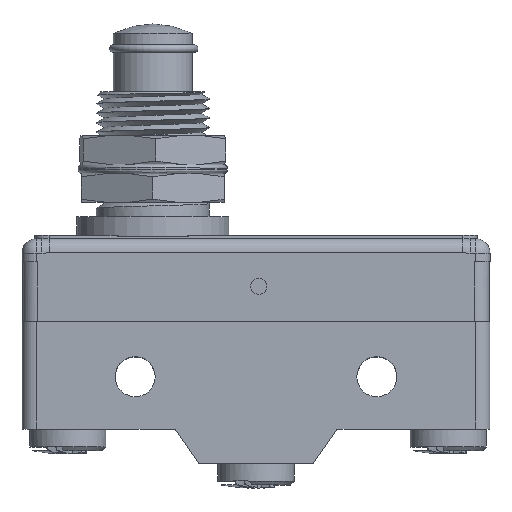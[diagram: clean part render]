
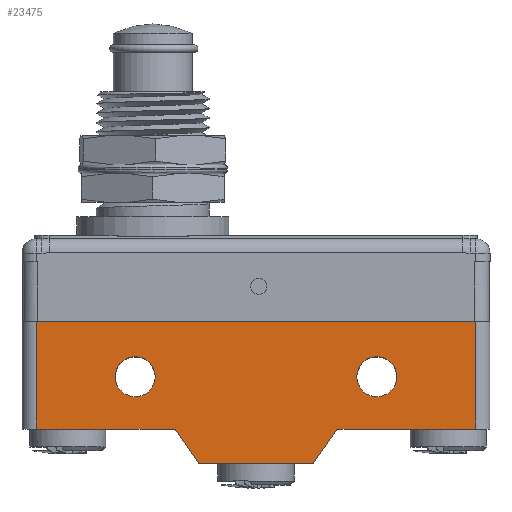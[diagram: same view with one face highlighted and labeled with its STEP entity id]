
A CAD part, top view. The second image highlights one B-rep face of the part: STEP entity #23475.
In plain terms, the highlighted planar face has unit normal (0, 0, 1).
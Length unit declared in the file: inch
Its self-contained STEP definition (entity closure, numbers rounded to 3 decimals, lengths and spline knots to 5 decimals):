
#254 = CARTESIAN_POINT ( 'NONE',  ( 0.90945, 0.58661, 0.3435 ) ) ;
#314 = CARTESIAN_POINT ( 'NONE',  ( -0.90945, 0.14173, 0.3435 ) ) ;
#336 = VERTEX_POINT ( 'NONE', #18426 ) ;
#1468 = LINE ( 'NONE', #3485, #22596 ) ;
#1696 = DIRECTION ( 'NONE',  ( -1., 0., 0. ) ) ;
#1952 = VERTEX_POINT ( 'NONE', #3499 ) ;
#2403 = DIRECTION ( 'NONE',  ( 0., 1., 0. ) ) ;
#2605 = PLANE ( 'NONE',  #24237 ) ;
#2773 = LINE ( 'NONE', #22983, #19445 ) ;
#3485 = CARTESIAN_POINT ( 'NONE',  ( -0.23622, 0., 0.3435 ) ) ;
#3499 = CARTESIAN_POINT ( 'NONE',  ( 0.58268, 0.35827, 0.3435 ) ) ;
#3841 = VERTEX_POINT ( 'NONE', #314 ) ;
#4352 = ORIENTED_EDGE ( 'NONE', *, *, #14122, .F. ) ;
#4505 = EDGE_LOOP ( 'NONE', ( #23035, #24207, #25824, #8909, #22914, #19538, #24279, #5168 ) ) ;
#4687 = LINE ( 'NONE', #21733, #13671 ) ;
#5168 = ORIENTED_EDGE ( 'NONE', *, *, #22439, .F. ) ;
#6401 = DIRECTION ( 'NONE',  ( 0., 0., -1. ) ) ;
#7302 = ORIENTED_EDGE ( 'NONE', *, *, #15377, .F. ) ;
#7558 = DIRECTION ( 'NONE',  ( -0.569, 0.823, 0. ) ) ;
#7778 = CARTESIAN_POINT ( 'NONE',  ( 0.23622, 0., 0.3435 ) ) ;
#8099 = VERTEX_POINT ( 'NONE', #25791 ) ;
#8341 = DIRECTION ( 'NONE',  ( 0., 0., 1. ) ) ;
#8711 = EDGE_LOOP ( 'NONE', ( #4352 ) ) ;
#8745 = CIRCLE ( 'NONE', #16302, 0.08268 ) ;
#8764 = VERTEX_POINT ( 'NONE', #17964 ) ;
#8909 = ORIENTED_EDGE ( 'NONE', *, *, #22230, .F. ) ;
#9169 = VERTEX_POINT ( 'NONE', #15549 ) ;
#10346 = CARTESIAN_POINT ( 'NONE',  ( -0.90945, 0.14173, 0.3435 ) ) ;
#10577 = CARTESIAN_POINT ( 'NONE',  ( 0.9685, 0.14173, 0.3435 ) ) ;
#10972 = EDGE_CURVE ( 'NONE', #11546, #12794, #1468, .T. ) ;
#11546 = VERTEX_POINT ( 'NONE', #12491 ) ;
#11806 = EDGE_CURVE ( 'NONE', #9169, #25173, #4687, .T. ) ;
#11815 = FACE_BOUND ( 'NONE', #8711, .T. ) ;
#11867 = CARTESIAN_POINT ( 'NONE',  ( 0.9685, 0.14173, 0.3435 ) ) ;
#12134 = VECTOR ( 'NONE', #1696, 39.37008 ) ;
#12358 = DIRECTION ( 'NONE',  ( 1., 0., 0. ) ) ;
#12371 = EDGE_CURVE ( 'NONE', #17955, #336, #19071, .T. ) ;
#12491 = CARTESIAN_POINT ( 'NONE',  ( -0.23622, 0., 0.3435 ) ) ;
#12794 = VERTEX_POINT ( 'NONE', #22560 ) ;
#12822 = DIRECTION ( 'NONE',  ( 1., 0., 0. ) ) ;
#13235 = DIRECTION ( 'NONE',  ( -1., 0., 0. ) ) ;
#13400 = EDGE_CURVE ( 'NONE', #3841, #336, #24788, .T. ) ;
#13671 = VECTOR ( 'NONE', #21818, 39.37008 ) ;
#13886 = VECTOR ( 'NONE', #17078, 39.37008 ) ;
#14122 = EDGE_CURVE ( 'NONE', #1952, #1952, #15806, .T. ) ;
#15045 = DIRECTION ( 'NONE',  ( 0., 0., 1. ) ) ;
#15330 = LINE ( 'NONE', #11867, #12134 ) ;
#15377 = EDGE_CURVE ( 'NONE', #8099, #8099, #8745, .T. ) ;
#15549 = CARTESIAN_POINT ( 'NONE',  ( 0.33511, 0.14173, 0.3435 ) ) ;
#15806 = CIRCLE ( 'NONE', #15962, 0.08268 ) ;
#15962 = AXIS2_PLACEMENT_3D ( 'NONE', #25038, #15045, #12822 ) ;
#16302 = AXIS2_PLACEMENT_3D ( 'NONE', #24571, #8341, #12358 ) ;
#17078 = DIRECTION ( 'NONE',  ( 0., -1., 0. ) ) ;
#17955 = VERTEX_POINT ( 'NONE', #254 ) ;
#17964 = CARTESIAN_POINT ( 'NONE',  ( 0.90945, 0.14173, 0.3435 ) ) ;
#18180 = EDGE_LOOP ( 'NONE', ( #7302 ) ) ;
#18426 = CARTESIAN_POINT ( 'NONE',  ( -0.90945, 0.58661, 0.3435 ) ) ;
#18503 = FACE_BOUND ( 'NONE', #18180, .T. ) ;
#18776 = VECTOR ( 'NONE', #13235, 39.37008 ) ;
#18916 = CARTESIAN_POINT ( 'NONE',  ( 0.9685, 0.14173, 0.3435 ) ) ;
#18997 = DIRECTION ( 'NONE',  ( -1., 0., 0. ) ) ;
#19071 = LINE ( 'NONE', #19374, #18776 ) ;
#19138 = FACE_OUTER_BOUND ( 'NONE', #4505, .T. ) ;
#19155 = VECTOR ( 'NONE', #24993, 39.37008 ) ;
#19178 = EDGE_CURVE ( 'NONE', #17955, #8764, #24758, .T. ) ;
#19374 = CARTESIAN_POINT ( 'NONE',  ( -1.04331, 0.58661, 0.3435 ) ) ;
#19445 = VECTOR ( 'NONE', #24781, 39.37008 ) ;
#19463 = LINE ( 'NONE', #10577, #19155 ) ;
#19538 = ORIENTED_EDGE ( 'NONE', *, *, #12371, .T. ) ;
#21733 = CARTESIAN_POINT ( 'NONE',  ( 0.33511, 0.14173, 0.3435 ) ) ;
#21818 = DIRECTION ( 'NONE',  ( -0.572, -0.82, 0. ) ) ;
#22230 = EDGE_CURVE ( 'NONE', #8764, #9169, #19463, .T. ) ;
#22439 = EDGE_CURVE ( 'NONE', #12794, #3841, #15330, .T. ) ;
#22560 = CARTESIAN_POINT ( 'NONE',  ( -0.33418, 0.14173, 0.3435 ) ) ;
#22596 = VECTOR ( 'NONE', #7558, 39.37008 ) ;
#22914 = ORIENTED_EDGE ( 'NONE', *, *, #19178, .F. ) ;
#22983 = CARTESIAN_POINT ( 'NONE',  ( 0.9685, 0., 0.3435 ) ) ;
#23035 = ORIENTED_EDGE ( 'NONE', *, *, #10972, .F. ) ;
#23397 = CARTESIAN_POINT ( 'NONE',  ( 0.90945, 0.14173, 0.3435 ) ) ;
#23475 = ADVANCED_FACE ( 'NONE', ( #18503, #19138, #11815 ), #2605, .F. ) ;
#23515 = VECTOR ( 'NONE', #2403, 39.37008 ) ;
#23951 = EDGE_CURVE ( 'NONE', #25173, #11546, #2773, .T. ) ;
#24207 = ORIENTED_EDGE ( 'NONE', *, *, #23951, .F. ) ;
#24237 = AXIS2_PLACEMENT_3D ( 'NONE', #18916, #6401, #18997 ) ;
#24279 = ORIENTED_EDGE ( 'NONE', *, *, #13400, .F. ) ;
#24571 = CARTESIAN_POINT ( 'NONE',  ( -0.5, 0.35827, 0.3435 ) ) ;
#24758 = LINE ( 'NONE', #23397, #13886 ) ;
#24781 = DIRECTION ( 'NONE',  ( -1., 0., 0. ) ) ;
#24788 = LINE ( 'NONE', #10346, #23515 ) ;
#24993 = DIRECTION ( 'NONE',  ( -1., 0., 0. ) ) ;
#25038 = CARTESIAN_POINT ( 'NONE',  ( 0.5, 0.35827, 0.3435 ) ) ;
#25173 = VERTEX_POINT ( 'NONE', #7778 ) ;
#25791 = CARTESIAN_POINT ( 'NONE',  ( -0.41732, 0.35827, 0.3435 ) ) ;
#25824 = ORIENTED_EDGE ( 'NONE', *, *, #11806, .F. ) ;
